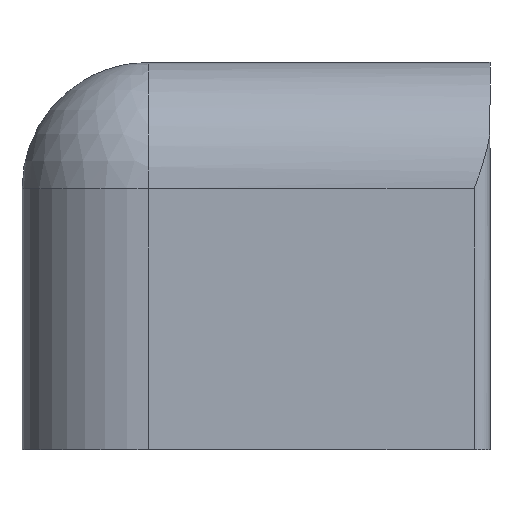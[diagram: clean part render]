
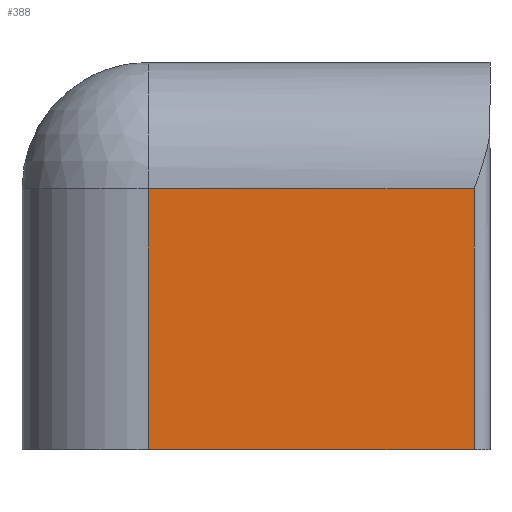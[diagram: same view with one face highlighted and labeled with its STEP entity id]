
A CAD part, left-side view. The second image highlights one B-rep face of the part: STEP entity #388.
In plain terms, the highlighted planar face has unit normal (-1, 0, 0).
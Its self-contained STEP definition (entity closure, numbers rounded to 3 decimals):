
#24=PLANE($,#420);
#37=FACE_OUTER_BOUND($,#59,.T.);
#59=EDGE_LOOP($,(#286,#287,#288,#289));
#115=LINE($,#628,#148);
#116=LINE($,#632,#149);
#117=LINE($,#634,#150);
#118=LINE($,#635,#151);
#148=VECTOR($,#484,16.5);
#149=VECTOR($,#489,20.6);
#150=VECTOR($,#490,16.5);
#151=VECTOR($,#491,20.6);
#186=VERTEX_POINT($,#620);
#187=VERTEX_POINT($,#627);
#188=VERTEX_POINT($,#631);
#189=VERTEX_POINT($,#633);
#225=EDGE_CURVE($,#186,#187,#115,.T.);
#227=EDGE_CURVE($,#188,#186,#116,.T.);
#228=EDGE_CURVE($,#189,#188,#117,.T.);
#229=EDGE_CURVE($,#189,#187,#118,.T.);
#286=ORIENTED_EDGE($,*,*,#225,.F.);
#287=ORIENTED_EDGE($,*,*,#227,.F.);
#288=ORIENTED_EDGE($,*,*,#228,.F.);
#289=ORIENTED_EDGE($,*,*,#229,.T.);
#388=ADVANCED_FACE($,(#37),#24,.T.);
#420=AXIS2_PLACEMENT_3D($,#630,#487,#488);
#484=DIRECTION($,(0.,0.,-1.));
#487=DIRECTION('center_axis',(-1.,0.,0.));
#488=DIRECTION('ref_axis',(0.,0.,1.));
#489=DIRECTION($,(0.,-1.,0.));
#490=DIRECTION($,(0.,0.,1.));
#491=DIRECTION($,(0.,-1.,0.));
#620=CARTESIAN_POINT('',(-23.5,-8.8,16.5));
#627=CARTESIAN_POINT('',(-23.5,-8.8,0.));
#628=CARTESIAN_POINT($,(-23.5,-8.8,0.));
#630=CARTESIAN_POINT('Origin',(-23.5,-9.8,0.));
#631=CARTESIAN_POINT('',(-23.5,11.8,16.5));
#632=CARTESIAN_POINT($,(-23.5,-0.317,16.5));
#633=CARTESIAN_POINT('',(-23.5,11.8,0.));
#634=CARTESIAN_POINT($,(-23.5,11.8,0.));
#635=CARTESIAN_POINT($,(-23.5,11.8,0.));
